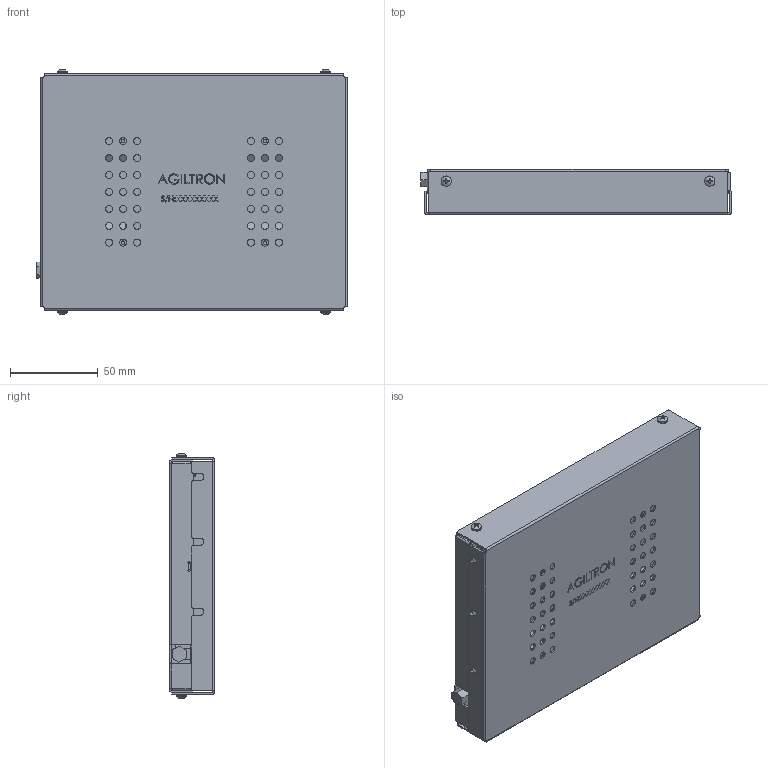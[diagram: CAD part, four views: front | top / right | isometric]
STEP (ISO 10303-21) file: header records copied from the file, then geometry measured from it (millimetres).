
FILE_DESCRIPTION (( 'STEP AP203' ), '1' );
FILE_NAME ('50dB SW1X2.STEP', '2024-04-09T15:37:40', ( 'cad' ), ( '' ), 'SwSTEP 2.0', 'SolidWorks 2017', '' );
FILE_SCHEMA (( 'CONFIG_CONTROL_DESIGN' ));
Length unit declared in the file: millimetre
Products named in the file (13): 1001867_3 EO BOTTOM COVER ASM; 3 EO COVER TOP; TOP COVER BRIDGE; 3 EO PCB; COVER TOP bridge asm; 3 EO COVER BOTTOM.; 1001868_3EO COVER TOP ASM; studs-M3X12.STEP; 92000A116_Passivated 18-8 Stainless Steel Pan Head Phillips Screws (1)_92000A116; studs-M3X3TEP; 50dB SW1X2; S-M2,5-1; BOTTOM COVER BRIDGE
Assembly tree (34 placements, depth 4):
  50dB SW1X2
    3 EO PCB
    1001867_3 EO BOTTOM COVER ASM
      3 EO COVER BOTTOM.
      studs-M3X12.STEP  x4
      studs-M3X3TEP  x4
      S-M2,5-1  x4
      BOTTOM COVER BRIDGE  x2
    1001868_3EO COVER TOP ASM
      3 EO COVER TOP
      S-M2,5-1  x2
      TOP COVER BRIDGE
      COVER TOP bridge asm
        TOP COVER BRIDGE
        S-M2,5-1  x2
    92000A116_Passivated 18-8 Stainless Steel Pan Head Phillips Screws (1)_92000A116  x8
Bounding box: 177.4 x 25.6 x 140.09 mm (x, y, z)
Volume: 135251.6 mm3; surface area: 197419.7 mm2
Topology: 31 solids, 31 shells, 1193 faces, 3316 edges, 2257 vertices
Faces by surface type: plane 535, cylinder 394, bspline 160, cone 72, torus 24, sphere 8
Full cylindrical faces by diameter (mm): 2 x8, 2.55 x8, 3.5 x4, 3.589 x8, 4 x84, 4.19 x8, 4.2 x28, 6 x1, 6.3 x8, 6.6 x1
Entity records: 23889 total; most frequent: CARTESIAN_POINT 6531, ORIENTED_EDGE 3082, DIRECTION 3065, EDGE_CURVE 1541, VERTEX_POINT 1161, AXIS2_PLACEMENT_3D 1068, EDGE_LOOP 950, LINE 929
